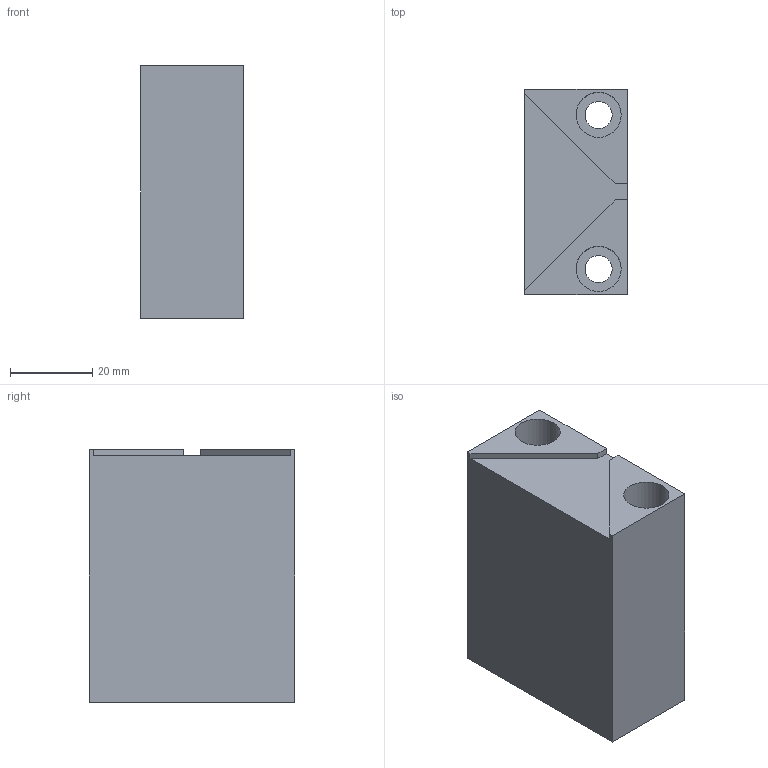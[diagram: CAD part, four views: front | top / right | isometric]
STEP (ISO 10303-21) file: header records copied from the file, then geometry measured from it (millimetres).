
FILE_DESCRIPTION(/* description */ ('Combining-mirror mount'),/* implementation_level */ '2;1');
FILE_NAME(/* name */ 'FAB-P0039 - Combining Mirror Mt.stp',/* time_stamp */ '2020-02-10T11:56:38+00:00',/* author */ ('whgu0532'),/* organization */ (''),/* preprocessor_version */ 'ST-DEVELOPER v18',/* originating_system */ 'Autodesk Inventor 2020',/* authorisation */ '');
FILE_SCHEMA (('AUTOMOTIVE_DESIGN { 1 0 10303 214 3 1 1 }'));
Length unit declared in the file: millimetre
Products named in the file (1): FAB-P0039
Bounding box: 25 x 50 x 61.5 mm (x, y, z)
Volume: 65864 mm3; surface area: 15725.9 mm2
Topology: 1 solids, 1 shells, 25 faces, 68 edges, 53 vertices
Faces by surface type: plane 18, cylinder 7
Full cylindrical faces by diameter (mm): 4 x1, 6.6 x2, 11 x2
Entity records: 856 total; most frequent: CARTESIAN_POINT 144, DIRECTION 141, ORIENTED_EDGE 126, EDGE_CURVE 63, AXIS2_PLACEMENT_3D 49, VERTEX_POINT 44, LINE 43, VECTOR 43
